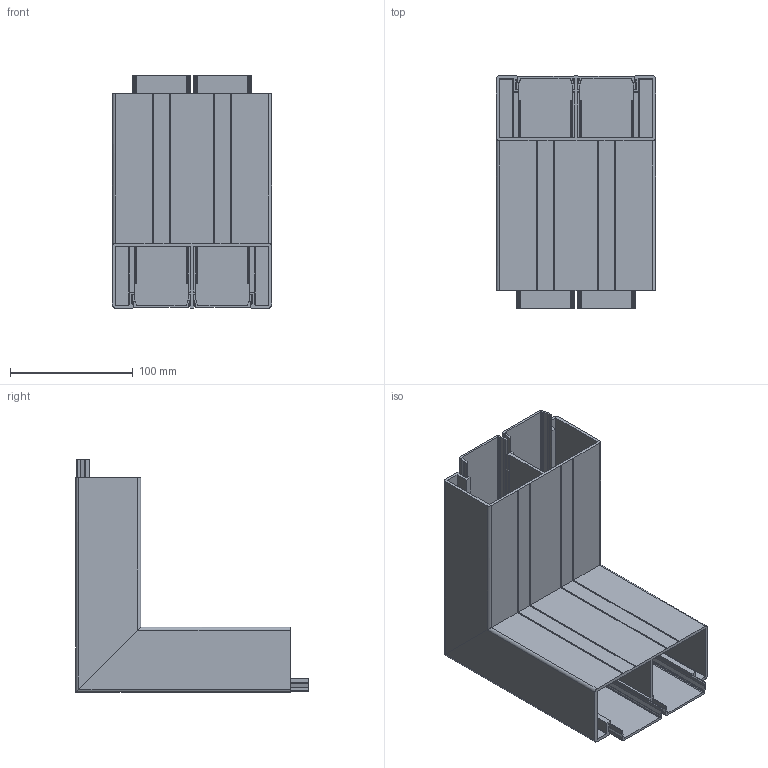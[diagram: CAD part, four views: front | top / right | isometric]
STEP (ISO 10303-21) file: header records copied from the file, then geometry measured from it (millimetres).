
FILE_DESCRIPTION (( 'STEP AP214' ), '1' );
FILE_NAME ('6113220.stp', '2016-05-23T12:47:43', ( '' ), ( '' ), 'SwSTEP 2.0', 'SolidWorks 2014', '' );
FILE_SCHEMA (( 'AUTOMOTIVE_DESIGN' ));
Length unit declared in the file: millimetre
Products named in the file (3): 091544_Standard; 6113220; 091644_L=2000 mit Lochung
Assembly tree (4 placements, depth 2):
  6113220
    091644_L=2000 mit Lochung  x2
    091544_Standard  x2
Bounding box: 130 x 189.5 x 189.5 mm (x, y, z)
Volume: 317273.8 mm3; surface area: 295281.4 mm2
Topology: 6 solids, 6 shells, 416 faces, 1140 edges, 736 vertices
Faces by surface type: plane 236, cylinder 172, torus 4, sphere 4
Entity records: 6644 total; most frequent: CARTESIAN_POINT 1336, ORIENTED_EDGE 1140, DIRECTION 1042, EDGE_CURVE 570, VECTOR 406, LINE 406, VERTEX_POINT 368, AXIS2_PLACEMENT_3D 318
